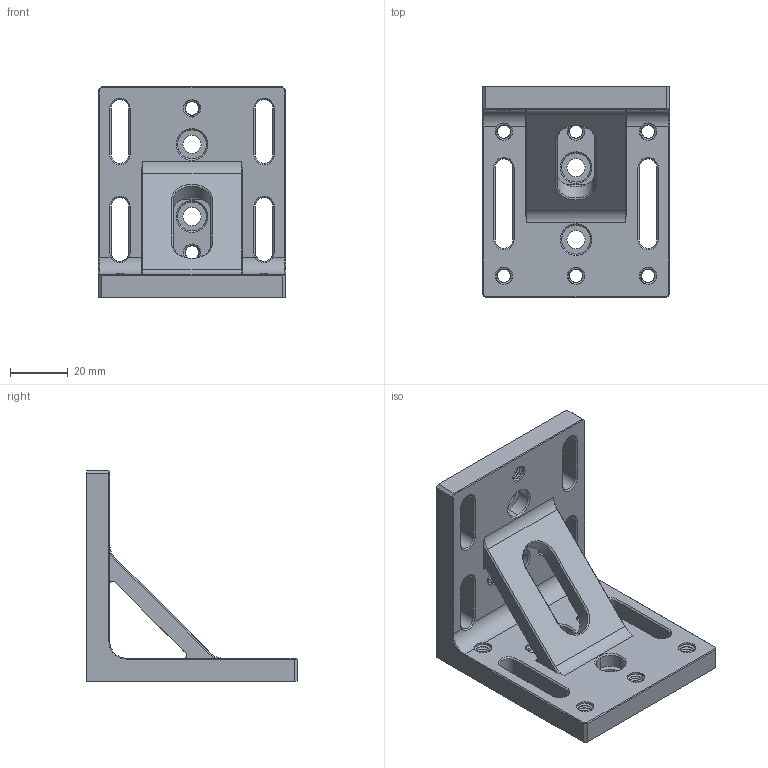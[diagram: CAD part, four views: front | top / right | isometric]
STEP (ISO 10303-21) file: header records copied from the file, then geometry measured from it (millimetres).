
FILE_DESCRIPTION((''),'2;1');
FILE_NAME('APT-90','2021-08-16T',('daizhiwen'),(''),'CREO PARAMETRIC BY PTC INC, 2018360','CREO PARAMETRIC BY PTC INC, 2018360','');
FILE_SCHEMA(('CONFIG_CONTROL_DESIGN'));
Length unit declared in the file: millimetre
Products named in the file (1): APT-90
Bounding box: 65 x 73 x 73 mm (x, y, z)
Volume: 66901.3 mm3; surface area: 28209.7 mm2
Topology: 1 solids, 1 shells, 600 faces, 1615 edges, 1020 vertices
Faces by surface type: cylinder 297, bspline 146, plane 79, cone 78
Entity records: 37935 total; most frequent: CARTESIAN_POINT 24523, ORIENTED_EDGE 3230, DIRECTION 2033, EDGE_CURVE 1615, VERTEX_POINT 1020, B_SPLINE_CURVE_WITH_KNOTS 718, AXIS2_PLACEMENT_3D 682, VECTOR 669
